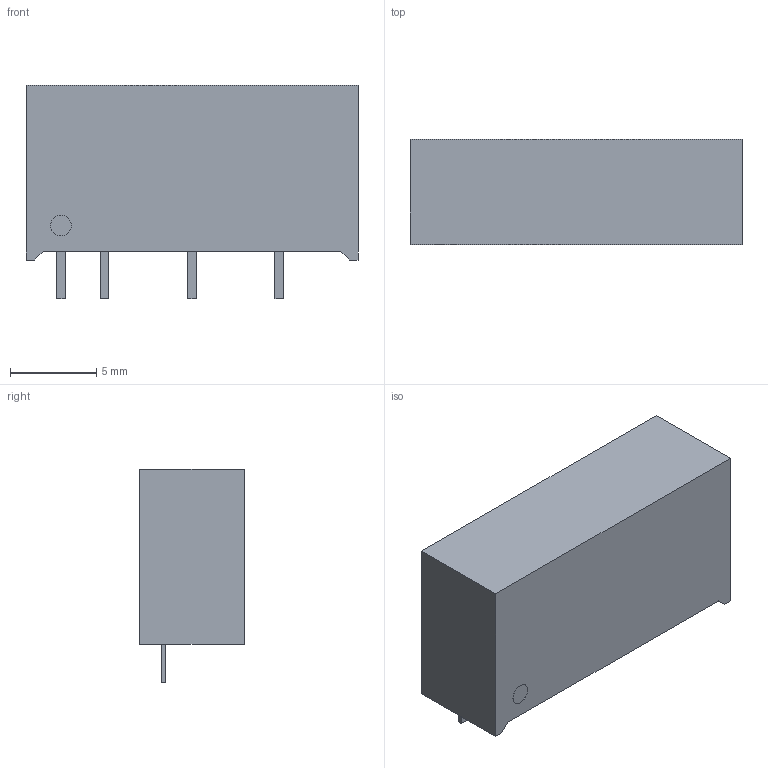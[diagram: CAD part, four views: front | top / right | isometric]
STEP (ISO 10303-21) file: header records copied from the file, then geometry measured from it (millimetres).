
FILE_DESCRIPTION(('FreeCAD Model'),'2;1');
FILE_NAME('SIP-4(7)_A6.step', '2020-03-07T23:32:37',('Author'),(''), 'Open CASCADE STEP processor 7.3','FreeCAD','Unknown');
FILE_SCHEMA(('AUTOMOTIVE_DESIGN { 1 0 10303 214 1 1 1 1 }'));
Length unit declared in the file: millimetre
Products named in the file (1): SIP-4(7)_A6
Bounding box: 19.3 x 6.09 x 12.41 mm (x, y, z)
Volume: 1116.1 mm3; surface area: 761.6 mm2
Topology: 1 solids, 1 shells, 58 faces, 129 edges, 78 vertices
Faces by surface type: plane 37, cylinder 21
Full cylindrical faces by diameter (mm): 1.2 x1
Entity records: 3899 total; most frequent: CARTESIAN_POINT 844, DIRECTION 487, LINE 323, VECTOR 323, ORIENTED_EDGE 258, PCURVE 258, DEFINITIONAL_REPRESENTATION 258, EDGE_CURVE 129
